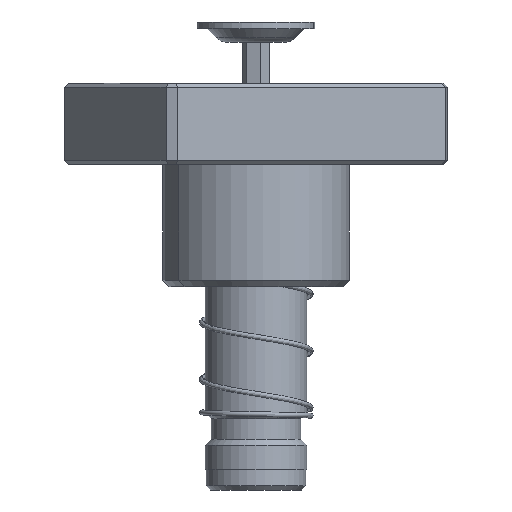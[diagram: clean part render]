
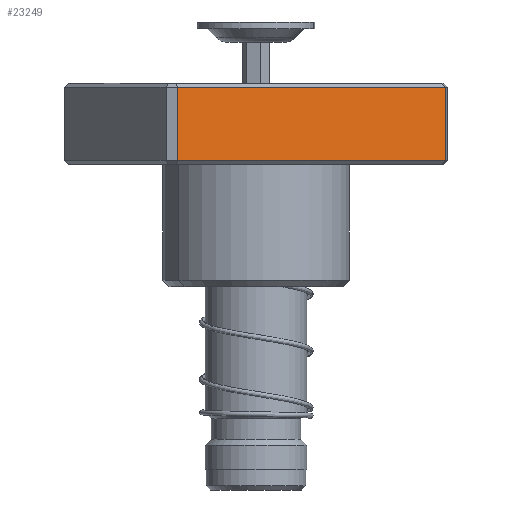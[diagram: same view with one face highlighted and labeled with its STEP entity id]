
A CAD part, front view. The second image highlights one B-rep face of the part: STEP entity #23249.
In plain terms, the highlighted face is planar.
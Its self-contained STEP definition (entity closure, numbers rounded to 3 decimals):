
#1105 = CARTESIAN_POINT ( 'NONE',  ( -40., -24., 19. ) ) ;
#1585 = LINE ( 'NONE', #18794, #26624 ) ;
#1744 = LINE ( 'NONE', #6465, #27134 ) ;
#1886 = CARTESIAN_POINT ( 'NONE',  ( -40., -24., 20. ) ) ;
#1904 = DIRECTION ( 'NONE',  ( 0., 0., -1. ) ) ;
#2106 = CARTESIAN_POINT ( 'NONE',  ( 40., -24., 20. ) ) ;
#3628 = EDGE_LOOP ( 'NONE', ( #13202, #22689, #23927, #11744 ) ) ;
#4178 = PLANE ( 'NONE',  #6113 ) ;
#5488 = CARTESIAN_POINT ( 'NONE',  ( -40., -24., 1. ) ) ;
#6113 = AXIS2_PLACEMENT_3D ( 'NONE', #1886, #20889, #16085 ) ;
#6465 = CARTESIAN_POINT ( 'NONE',  ( -40., -24., 20. ) ) ;
#8943 = VECTOR ( 'NONE', #12742, 1000. ) ;
#11744 = ORIENTED_EDGE ( 'NONE', *, *, #23804, .T. ) ;
#11776 = VECTOR ( 'NONE', #1904, 1000. ) ;
#11933 = CARTESIAN_POINT ( 'NONE',  ( 40., -24., 1. ) ) ;
#12742 = DIRECTION ( 'NONE',  ( 1., 0., 0. ) ) ;
#13000 = VERTEX_POINT ( 'NONE', #1105 ) ;
#13202 = ORIENTED_EDGE ( 'NONE', *, *, #18380, .T. ) ;
#13548 = FACE_OUTER_BOUND ( 'NONE', #3628, .T. ) ;
#14041 = LINE ( 'NONE', #2106, #11776 ) ;
#14257 = EDGE_CURVE ( 'NONE', #16228, #22907, #20525, .T. ) ;
#14554 = VERTEX_POINT ( 'NONE', #24939 ) ;
#16085 = DIRECTION ( 'NONE',  ( 0., 0., 1. ) ) ;
#16228 = VERTEX_POINT ( 'NONE', #5488 ) ;
#18048 = DIRECTION ( 'NONE',  ( 0., 0., -1. ) ) ;
#18380 = EDGE_CURVE ( 'NONE', #13000, #16228, #1744, .T. ) ;
#18794 = CARTESIAN_POINT ( 'NONE',  ( -40., -24., 19. ) ) ;
#19318 = CARTESIAN_POINT ( 'NONE',  ( -40., -24., 1. ) ) ;
#20525 = LINE ( 'NONE', #19318, #8943 ) ;
#20889 = DIRECTION ( 'NONE',  ( 0., 1., 0. ) ) ;
#22689 = ORIENTED_EDGE ( 'NONE', *, *, #14257, .T. ) ;
#22907 = VERTEX_POINT ( 'NONE', #11933 ) ;
#23249 = ADVANCED_FACE ( 'NONE', ( #13548 ), #4178, .F. ) ;
#23804 = EDGE_CURVE ( 'NONE', #14554, #13000, #1585, .T. ) ;
#23927 = ORIENTED_EDGE ( 'NONE', *, *, #25039, .F. ) ;
#24939 = CARTESIAN_POINT ( 'NONE',  ( 40., -24., 19. ) ) ;
#25039 = EDGE_CURVE ( 'NONE', #14554, #22907, #14041, .T. ) ;
#26624 = VECTOR ( 'NONE', #28200, 1000. ) ;
#27134 = VECTOR ( 'NONE', #18048, 1000. ) ;
#28200 = DIRECTION ( 'NONE',  ( -1., 0., 0. ) ) ;
